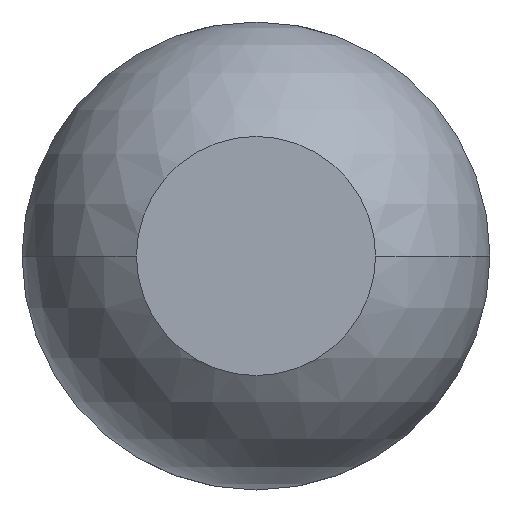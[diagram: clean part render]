
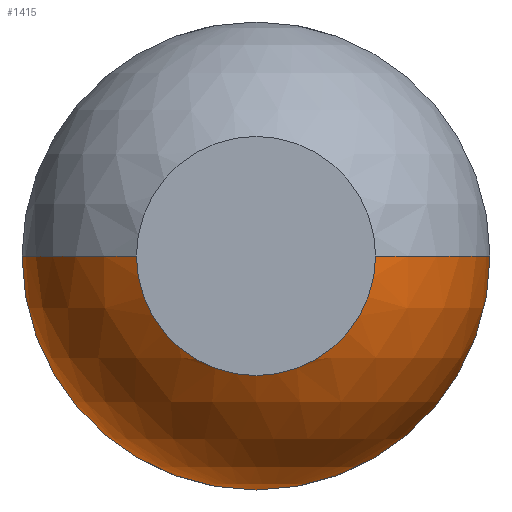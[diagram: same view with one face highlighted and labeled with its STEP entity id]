
A CAD part, front view. The second image highlights one B-rep face of the part: STEP entity #1415.
In plain terms, the highlighted spherical face has radius 0.685 mm.
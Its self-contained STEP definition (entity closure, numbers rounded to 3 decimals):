
#40 = AXIS2_PLACEMENT_3D ( 'NONE', #3286, #4282, #2270 ) ;
#47 = CARTESIAN_POINT ( 'NONE',  ( 0.685, -29.411, 0. ) ) ;
#274 = ORIENTED_EDGE ( 'NONE', *, *, #2862, .F. ) ;
#373 = VERTEX_POINT ( 'NONE', #2724 ) ;
#472 = VERTEX_POINT ( 'NONE', #3960 ) ;
#763 = AXIS2_PLACEMENT_3D ( 'NONE', #1244, #914, #2599 ) ;
#787 = ORIENTED_EDGE ( 'NONE', *, *, #1146, .T. ) ;
#802 = DIRECTION ( 'NONE',  ( 1., 0., 0. ) ) ;
#914 = DIRECTION ( 'NONE',  ( 0., 1., 0. ) ) ;
#940 = CIRCLE ( 'NONE', #2017, 0.35 ) ;
#993 = CIRCLE ( 'NONE', #763, 0.685 ) ;
#1032 = CIRCLE ( 'NONE', #40, 0.685 ) ;
#1039 = CARTESIAN_POINT ( 'NONE',  ( 0., -29.411, 0. ) ) ;
#1146 = EDGE_CURVE ( 'NONE', #472, #3855, #1567, .T. ) ;
#1188 = CARTESIAN_POINT ( 'NONE',  ( 0., -29.411, 0. ) ) ;
#1244 = CARTESIAN_POINT ( 'NONE',  ( 0., -29.411, 0. ) ) ;
#1378 = AXIS2_PLACEMENT_3D ( 'NONE', #1188, #4248, #3532 ) ;
#1415 = ADVANCED_FACE ( 'Defeature ausgef�hrt1_4', ( #2610 ), #4073, .T. ) ;
#1520 = CARTESIAN_POINT ( 'NONE',  ( 0.35, -30., 0. ) ) ;
#1531 = DIRECTION ( 'NONE',  ( 0., -1., 0. ) ) ;
#1554 = AXIS2_PLACEMENT_3D ( 'NONE', #1763, #3156, #802 ) ;
#1567 = CIRCLE ( 'NONE', #1378, 0.685 ) ;
#1633 = EDGE_CURVE ( 'Defeature ausgef�hrt1_5+Defeature ausgef�hrt1_4+Defeature ausgef�hrt1_4+Defeature ausgef�hrt1_4', #3885, #3855, #1032, .T. ) ;
#1680 = CARTESIAN_POINT ( 'NONE',  ( -0.685, -29.411, 0. ) ) ;
#1763 = CARTESIAN_POINT ( 'NONE',  ( 0., -29.411, 0. ) ) ;
#1888 = AXIS2_PLACEMENT_3D ( 'NONE', #3280, #3624, #4304 ) ;
#1953 = ORIENTED_EDGE ( 'NONE', *, *, #3306, .F. ) ;
#1966 = CIRCLE ( 'NONE', #1888, 0.35 ) ;
#2017 = AXIS2_PLACEMENT_3D ( 'NONE', #3214, #1531, #3530 ) ;
#2270 = DIRECTION ( 'NONE',  ( 0., 0., 1. ) ) ;
#2371 = EDGE_CURVE ( 'Defeature ausgef�hrt1_5+Defeature ausgef�hrt1_4+Defeature ausgef�hrt1_4+Defeature ausgef�hrt1_4', #3387, #3885, #993, .T. ) ;
#2395 = ORIENTED_EDGE ( 'NONE', *, *, #2371, .F. ) ;
#2469 = AXIS2_PLACEMENT_3D ( 'NONE', #1039, #3047, #3384 ) ;
#2599 = DIRECTION ( 'NONE',  ( 0., 0., 1. ) ) ;
#2610 = FACE_OUTER_BOUND ( 'NONE', #4285, .T. ) ;
#2724 = CARTESIAN_POINT ( 'NONE',  ( 0., -30., -0.35 ) ) ;
#2862 = EDGE_CURVE ( 'NONE', #3079, #3387, #4020, .T. ) ;
#3047 = DIRECTION ( 'NONE',  ( 0., 0., 1. ) ) ;
#3079 = VERTEX_POINT ( 'NONE', #1520 ) ;
#3124 = CARTESIAN_POINT ( 'NONE',  ( 0., -29.411, -0.685 ) ) ;
#3156 = DIRECTION ( 'NONE',  ( 0., 0., -1. ) ) ;
#3214 = CARTESIAN_POINT ( 'NONE',  ( 0., -30., 0. ) ) ;
#3280 = CARTESIAN_POINT ( 'NONE',  ( 0., -30., 0. ) ) ;
#3286 = CARTESIAN_POINT ( 'NONE',  ( 0., -29.411, 0. ) ) ;
#3306 = EDGE_CURVE ( 'Defeature ausgef�hrt1_11+Defeature ausgef�hrt1_4+Defeature ausgef�hrt1_4+Defeature ausgef�hrt1_4', #373, #3079, #1966, .T. ) ;
#3384 = DIRECTION ( 'NONE',  ( 1., 0., 0. ) ) ;
#3387 = VERTEX_POINT ( 'NONE', #47 ) ;
#3530 = DIRECTION ( 'NONE',  ( 0., 0., -1. ) ) ;
#3532 = DIRECTION ( 'NONE',  ( -1., 0., 0. ) ) ;
#3624 = DIRECTION ( 'NONE',  ( 0., -1., 0. ) ) ;
#3855 = VERTEX_POINT ( 'NONE', #1680 ) ;
#3885 = VERTEX_POINT ( 'NONE', #3124 ) ;
#3889 = ORIENTED_EDGE ( 'NONE', *, *, #3935, .F. ) ;
#3935 = EDGE_CURVE ( 'Defeature ausgef�hrt1_11+Defeature ausgef�hrt1_4+Defeature ausgef�hrt1_4+Defeature ausgef�hrt1_4', #472, #373, #940, .T. ) ;
#3945 = ORIENTED_EDGE ( 'NONE', *, *, #1633, .F. ) ;
#3960 = CARTESIAN_POINT ( 'NONE',  ( -0.35, -30., 0. ) ) ;
#4020 = CIRCLE ( 'NONE', #2469, 0.685 ) ;
#4073 = SPHERICAL_SURFACE ( 'NONE', #1554, 0.685 ) ;
#4248 = DIRECTION ( 'NONE',  ( 0., 0., -1. ) ) ;
#4282 = DIRECTION ( 'NONE',  ( 0., 1., 0. ) ) ;
#4285 = EDGE_LOOP ( 'NONE', ( #3889, #787, #3945, #2395, #274, #1953 ) ) ;
#4304 = DIRECTION ( 'NONE',  ( 0., 0., -1. ) ) ;
